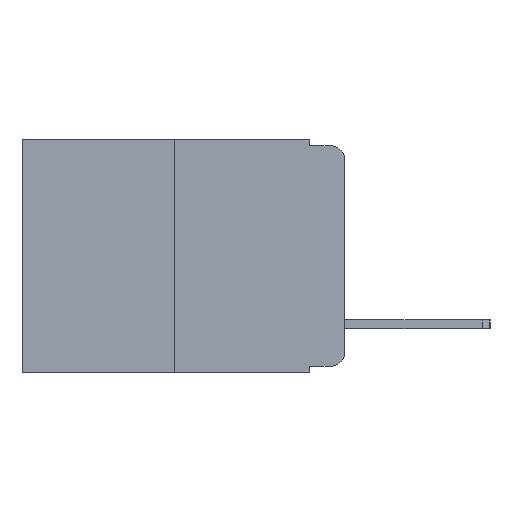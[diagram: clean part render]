
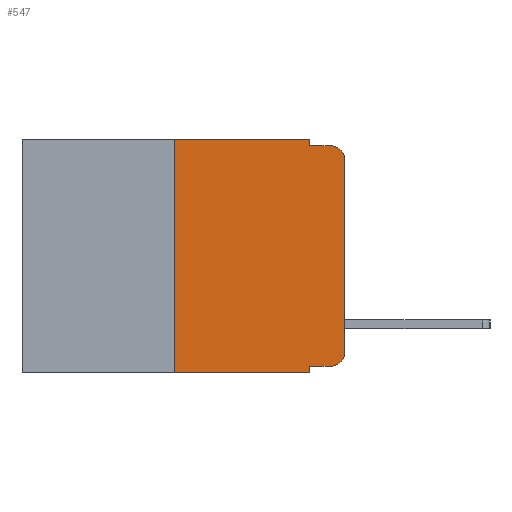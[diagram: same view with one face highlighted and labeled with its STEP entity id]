
A CAD part, left-side view. The second image highlights one B-rep face of the part: STEP entity #547.
In plain terms, the highlighted planar face has unit normal (-1, 0, 0).
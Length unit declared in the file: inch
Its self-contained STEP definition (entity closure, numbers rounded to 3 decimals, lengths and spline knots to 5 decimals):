
#72 = CARTESIAN_POINT ( 'NONE',  ( 0., 0.051, -0.333 ) ) ;
#226 = ORIENTED_EDGE ( 'NONE', *, *, #6066, .T. ) ;
#398 = LINE ( 'NONE', #4115, #2983 ) ;
#434 = CARTESIAN_POINT ( 'NONE',  ( 0., 0.02, -0.333 ) ) ;
#489 = FACE_OUTER_BOUND ( 'NONE', #4831, .T. ) ;
#493 = CARTESIAN_POINT ( 'NONE',  ( 0., 0.051, -0.343 ) ) ;
#535 = VERTEX_POINT ( 'NONE', #8928 ) ;
#547 = ADVANCED_FACE ( 'NONE', ( #489 ), #2311, .F. ) ;
#561 = VERTEX_POINT ( 'NONE', #8935 ) ;
#590 = DIRECTION ( 'NONE',  ( 0., 0., -1. ) ) ;
#900 = VECTOR ( 'NONE', #10280, 39.37008 ) ;
#1091 = CARTESIAN_POINT ( 'NONE',  ( 0., 0., -0.313 ) ) ;
#1108 = CIRCLE ( 'NONE', #11707, 0.02 ) ;
#1404 = CARTESIAN_POINT ( 'NONE',  ( 0., 0.051, 0. ) ) ;
#1428 = ORIENTED_EDGE ( 'NONE', *, *, #8027, .F. ) ;
#1711 = VECTOR ( 'NONE', #11061, 39.37008 ) ;
#1838 = AXIS2_PLACEMENT_3D ( 'NONE', #3325, #9587, #4288 ) ;
#1873 = LINE ( 'NONE', #5650, #4442 ) ;
#2262 = DIRECTION ( 'NONE',  ( 1., 0., 0. ) ) ;
#2311 = PLANE ( 'NONE',  #10953 ) ;
#2821 = LINE ( 'NONE', #4533, #5316 ) ;
#2983 = VECTOR ( 'NONE', #9434, 39.37008 ) ;
#3109 = ORIENTED_EDGE ( 'NONE', *, *, #10915, .F. ) ;
#3325 = CARTESIAN_POINT ( 'NONE',  ( 0., 0.02, -0.03 ) ) ;
#3397 = VERTEX_POINT ( 'NONE', #10753 ) ;
#3417 = ORIENTED_EDGE ( 'NONE', *, *, #6280, .F. ) ;
#3500 = LINE ( 'NONE', #9427, #900 ) ;
#3719 = EDGE_CURVE ( 'NONE', #7802, #11317, #398, .T. ) ;
#3801 = EDGE_CURVE ( 'NONE', #4484, #3397, #9321, .T. ) ;
#3834 = VERTEX_POINT ( 'NONE', #434 ) ;
#3849 = VECTOR ( 'NONE', #7340, 39.37008 ) ;
#4115 = CARTESIAN_POINT ( 'NONE',  ( 0., 0.473, -0.343 ) ) ;
#4288 = DIRECTION ( 'NONE',  ( 0., 0., -1. ) ) ;
#4317 = ORIENTED_EDGE ( 'NONE', *, *, #4440, .F. ) ;
#4440 = EDGE_CURVE ( 'NONE', #535, #3397, #2821, .T. ) ;
#4442 = VECTOR ( 'NONE', #6539, 39.37008 ) ;
#4484 = VERTEX_POINT ( 'NONE', #10253 ) ;
#4533 = CARTESIAN_POINT ( 'NONE',  ( 0., 0.051, -0.01 ) ) ;
#4712 = DIRECTION ( 'NONE',  ( 0., 0., -1. ) ) ;
#4744 = CARTESIAN_POINT ( 'NONE',  ( 0., 0.25, 0. ) ) ;
#4831 = EDGE_LOOP ( 'NONE', ( #7275, #11047, #4317, #1428, #8761, #3417, #8485, #3109, #10228, #226 ) ) ;
#5316 = VECTOR ( 'NONE', #6368, 39.37008 ) ;
#5650 = CARTESIAN_POINT ( 'NONE',  ( 0., 0., 0. ) ) ;
#5792 = DIRECTION ( 'NONE',  ( 0., -1., 0. ) ) ;
#6066 = EDGE_CURVE ( 'NONE', #3834, #8599, #1108, .T. ) ;
#6270 = DIRECTION ( 'NONE',  ( -1., 0., 0. ) ) ;
#6280 = EDGE_CURVE ( 'NONE', #7802, #9998, #7791, .T. ) ;
#6368 = DIRECTION ( 'NONE',  ( 0., -1., 0. ) ) ;
#6438 = EDGE_CURVE ( 'NONE', #9998, #6674, #10760, .T. ) ;
#6455 = CARTESIAN_POINT ( 'NONE',  ( 0., 0.051, 0. ) ) ;
#6539 = DIRECTION ( 'NONE',  ( 0., 0., 1. ) ) ;
#6674 = VERTEX_POINT ( 'NONE', #1404 ) ;
#7275 = ORIENTED_EDGE ( 'NONE', *, *, #10336, .T. ) ;
#7321 = LINE ( 'NONE', #72, #9349 ) ;
#7340 = DIRECTION ( 'NONE',  ( 0., 0., -1. ) ) ;
#7791 = LINE ( 'NONE', #4744, #10080 ) ;
#7802 = VERTEX_POINT ( 'NONE', #9079 ) ;
#8027 = EDGE_CURVE ( 'NONE', #6674, #535, #3500, .T. ) ;
#8485 = ORIENTED_EDGE ( 'NONE', *, *, #3719, .T. ) ;
#8599 = VERTEX_POINT ( 'NONE', #1091 ) ;
#8613 = LINE ( 'NONE', #6455, #3849 ) ;
#8679 = CARTESIAN_POINT ( 'NONE',  ( 0., 0.25, 0. ) ) ;
#8761 = ORIENTED_EDGE ( 'NONE', *, *, #6438, .F. ) ;
#8928 = CARTESIAN_POINT ( 'NONE',  ( 0., 0.051, -0.01 ) ) ;
#8935 = CARTESIAN_POINT ( 'NONE',  ( 0., 0.051, -0.333 ) ) ;
#9079 = CARTESIAN_POINT ( 'NONE',  ( 0., 0.25, -0.343 ) ) ;
#9185 = EDGE_CURVE ( 'NONE', #561, #3834, #7321, .T. ) ;
#9321 = CIRCLE ( 'NONE', #1838, 0.02 ) ;
#9349 = VECTOR ( 'NONE', #5792, 39.37008 ) ;
#9427 = CARTESIAN_POINT ( 'NONE',  ( 0., 0.051, 0. ) ) ;
#9434 = DIRECTION ( 'NONE',  ( 0., -1., 0. ) ) ;
#9587 = DIRECTION ( 'NONE',  ( -1., 0., 0. ) ) ;
#9998 = VERTEX_POINT ( 'NONE', #8679 ) ;
#10080 = VECTOR ( 'NONE', #11736, 39.37008 ) ;
#10186 = CARTESIAN_POINT ( 'NONE',  ( 0., 0.473, 0. ) ) ;
#10228 = ORIENTED_EDGE ( 'NONE', *, *, #9185, .T. ) ;
#10253 = CARTESIAN_POINT ( 'NONE',  ( 0., 0., -0.03 ) ) ;
#10280 = DIRECTION ( 'NONE',  ( 0., 0., -1. ) ) ;
#10336 = EDGE_CURVE ( 'NONE', #8599, #4484, #1873, .T. ) ;
#10753 = CARTESIAN_POINT ( 'NONE',  ( 0., 0.02, -0.01 ) ) ;
#10760 = LINE ( 'NONE', #10186, #1711 ) ;
#10915 = EDGE_CURVE ( 'NONE', #561, #11317, #8613, .T. ) ;
#10953 = AXIS2_PLACEMENT_3D ( 'NONE', #11550, #2262, #4712 ) ;
#11047 = ORIENTED_EDGE ( 'NONE', *, *, #3801, .T. ) ;
#11061 = DIRECTION ( 'NONE',  ( 0., -1., 0. ) ) ;
#11317 = VERTEX_POINT ( 'NONE', #493 ) ;
#11437 = CARTESIAN_POINT ( 'NONE',  ( 0., 0.02, -0.313 ) ) ;
#11550 = CARTESIAN_POINT ( 'NONE',  ( 0., 0.473, 0. ) ) ;
#11707 = AXIS2_PLACEMENT_3D ( 'NONE', #11437, #6270, #590 ) ;
#11736 = DIRECTION ( 'NONE',  ( 0., 0., 1. ) ) ;
